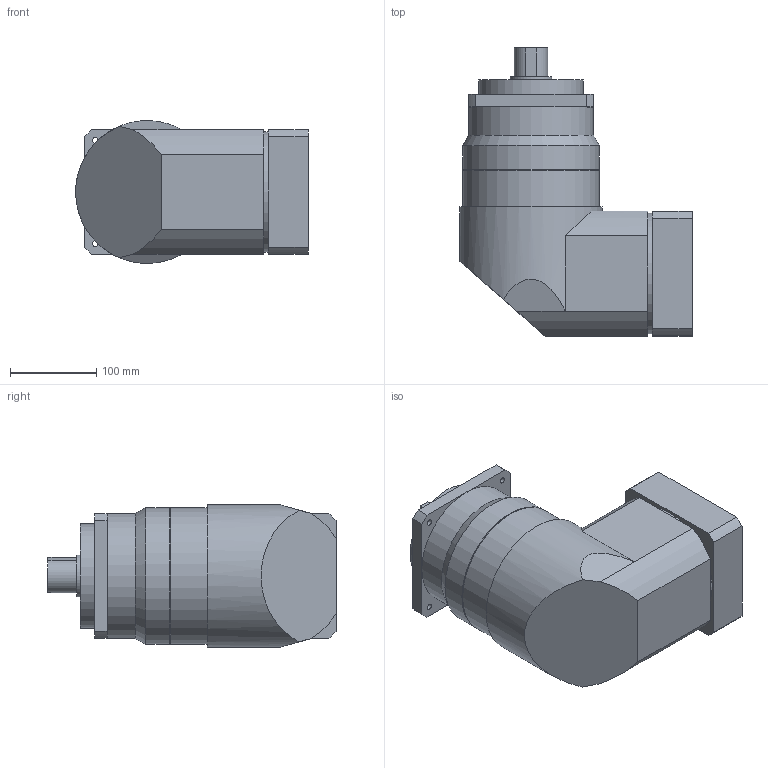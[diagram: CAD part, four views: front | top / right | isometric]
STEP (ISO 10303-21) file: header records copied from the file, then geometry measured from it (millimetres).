
FILE_DESCRIPTION(/* description */ ('STEP AP242','CAx-IF Rec.Pracs.---Representation and Presentation of Product Manufacturing Information (PMI)---4.0---2014-10-13','CAx-IF Rec.Pracs.---3D Tessellated Geometry---0.4---2014-09-14','2;1'),/* implementation_level */ '2;1');
FILE_NAME(/* name */ '675608bfaebe490a25a8cc38',/* time_stamp */ '2024-12-08T20:59:43Z',/* author */ (''),/* organization */ (''),/* preprocessor_version */ 'ST-DEVELOPER v20',/* originating_system */ 'ONSHAPE BY PTC INC, 1.190',/* authorisation */ ' ');
FILE_SCHEMA (('AP242_MANAGED_MODEL_BASED_3D_ENGINEERING_MIM_LF { 1 0 10303 442 1 1 4 }'));
Length unit declared in the file: metre
Products named in the file (1): EVB060-3-S1-P0
Bounding box: 269.69 x 334.1 x 165.32 mm (x, y, z)
Volume: 7338746.7 mm3; surface area: 317316.5 mm2
Topology: 1 solids, 1 shells, 87 faces, 196 edges, 126 vertices
Faces by surface type: plane 43, cylinder 33, cone 11
Full cylindrical faces by diameter (mm): 6.675 x4, 7.825 x4, 22.39 x1, 48.271 x1, 99.632 x1, 120.679 x2, 139.987 x1, 144.814 x1, 158.089 x2, 165.33 x1
Entity records: 2647 total; most frequent: DIRECTION 417, CARTESIAN_POINT 381, ORIENTED_EDGE 322, AXIS2_PLACEMENT_3D 170, EDGE_CURVE 161, EDGE_LOOP 139, FACE_BOUND 139, VERTEX_POINT 120
